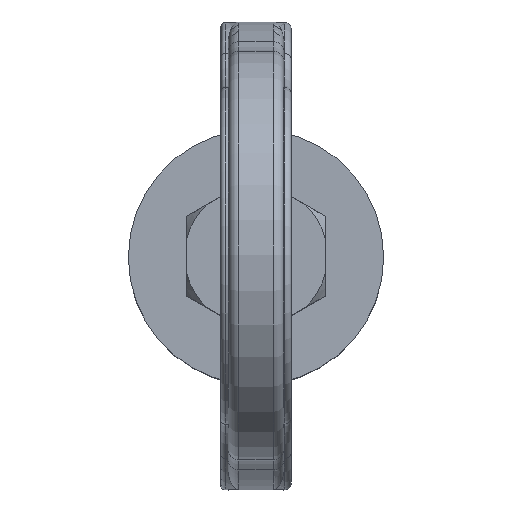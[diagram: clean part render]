
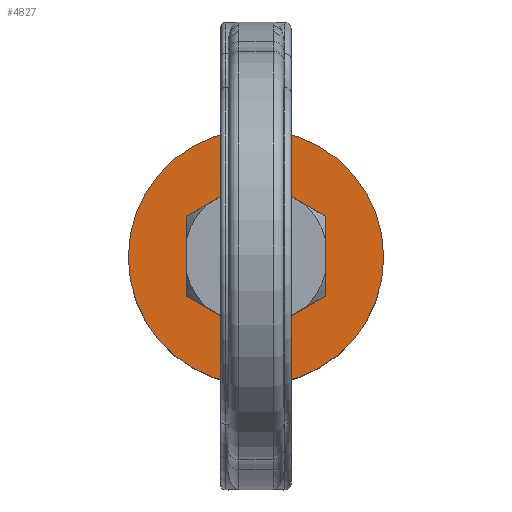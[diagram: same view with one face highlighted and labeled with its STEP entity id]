
A CAD part, top view. The second image highlights one B-rep face of the part: STEP entity #4827.
In plain terms, the highlighted planar face has unit normal (0, 0, 1).
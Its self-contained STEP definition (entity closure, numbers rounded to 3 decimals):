
#4525=CARTESIAN_POINT('Vertex',(73.,-0.476,-126.)) ;
#4528=CARTESIAN_POINT('Axis2P3D Location',(13.,-0.476,-126.)) ;
#4532=CARTESIAN_POINT('Vertex',(-47.,-0.476,-126.)) ;
#4551=CARTESIAN_POINT('Axis2P3D Location',(13.,-0.476,-126.)) ;
#4768=CARTESIAN_POINT('Axis2P3D Location',(0.,0.,-126.)) ;
#4777=CARTESIAN_POINT('Line Origine',(-3.25,-28.146,-126.)) ;
#4781=CARTESIAN_POINT('Vertex',(-19.5,-18.764,-126.)) ;
#4783=CARTESIAN_POINT('Vertex',(13.,-37.528,-126.)) ;
#4786=CARTESIAN_POINT('Line Origine',(-19.5,0.,-126.)) ;
#4790=CARTESIAN_POINT('Vertex',(-19.5,18.764,-126.)) ;
#4793=CARTESIAN_POINT('Line Origine',(-3.25,28.146,-126.)) ;
#4797=CARTESIAN_POINT('Vertex',(13.,37.528,-126.)) ;
#4800=CARTESIAN_POINT('Line Origine',(29.25,28.146,-126.)) ;
#4804=CARTESIAN_POINT('Vertex',(45.5,18.764,-126.)) ;
#4807=CARTESIAN_POINT('Line Origine',(45.5,0.,-126.)) ;
#4811=CARTESIAN_POINT('Vertex',(45.5,-18.764,-126.)) ;
#4814=CARTESIAN_POINT('Line Origine',(29.25,-28.146,-126.)) ;
#4529=DIRECTION('Axis2P3D Direction',(0.,0.,1.)) ;
#4552=DIRECTION('Axis2P3D Direction',(0.,0.,1.)) ;
#4769=DIRECTION('Axis2P3D Direction',(0.,0.,1.)) ;
#4770=DIRECTION('Axis2P3D XDirection',(1.,0.,0.)) ;
#4778=DIRECTION('Vector Direction',(0.866,-0.5,0.)) ;
#4787=DIRECTION('Vector Direction',(0.,-1.,0.)) ;
#4794=DIRECTION('Vector Direction',(-0.866,-0.5,0.)) ;
#4801=DIRECTION('Vector Direction',(-0.866,0.5,0.)) ;
#4808=DIRECTION('Vector Direction',(0.,1.,0.)) ;
#4815=DIRECTION('Vector Direction',(0.866,0.5,0.)) ;
#4530=AXIS2_PLACEMENT_3D('Circle Axis2P3D',#4528,#4529,$) ;
#4553=AXIS2_PLACEMENT_3D('Circle Axis2P3D',#4551,#4552,$) ;
#4771=AXIS2_PLACEMENT_3D('Plane Axis2P3D',#4768,#4769,#4770) ;
#4774=ORIENTED_EDGE('',*,*,#4555,.T.) ;
#4775=ORIENTED_EDGE('',*,*,#4534,.T.) ;
#4820=ORIENTED_EDGE('',*,*,#4785,.F.) ;
#4821=ORIENTED_EDGE('',*,*,#4792,.F.) ;
#4822=ORIENTED_EDGE('',*,*,#4799,.F.) ;
#4823=ORIENTED_EDGE('',*,*,#4806,.F.) ;
#4824=ORIENTED_EDGE('',*,*,#4813,.F.) ;
#4825=ORIENTED_EDGE('',*,*,#4818,.F.) ;
#4826=FACE_BOUND('',#4819,.T.) ;
#4779=VECTOR('Line Direction',#4778,1.) ;
#4788=VECTOR('Line Direction',#4787,1.) ;
#4795=VECTOR('Line Direction',#4794,1.) ;
#4802=VECTOR('Line Direction',#4801,1.) ;
#4809=VECTOR('Line Direction',#4808,1.) ;
#4816=VECTOR('Line Direction',#4815,1.) ;
#4827=ADVANCED_FACE('\X2\51434EF6672C9AD4\X0\',(#4776,#4826),#4772,.T.) ;
#4531=CIRCLE('generated circle',#4530,60.) ;
#4554=CIRCLE('generated circle',#4553,60.) ;
#4534=EDGE_CURVE('',#4533,#4526,#4531,.T.) ;
#4555=EDGE_CURVE('',#4526,#4533,#4554,.T.) ;
#4785=EDGE_CURVE('',#4782,#4784,#4780,.T.) ;
#4792=EDGE_CURVE('',#4791,#4782,#4789,.T.) ;
#4799=EDGE_CURVE('',#4798,#4791,#4796,.T.) ;
#4806=EDGE_CURVE('',#4805,#4798,#4803,.T.) ;
#4813=EDGE_CURVE('',#4812,#4805,#4810,.T.) ;
#4818=EDGE_CURVE('',#4784,#4812,#4817,.T.) ;
#4773=EDGE_LOOP('',(#4774,#4775)) ;
#4819=EDGE_LOOP('',(#4820,#4821,#4822,#4823,#4824,#4825)) ;
#4776=FACE_OUTER_BOUND('',#4773,.T.) ;
#4780=LINE('Line',#4777,#4779) ;
#4789=LINE('Line',#4786,#4788) ;
#4796=LINE('Line',#4793,#4795) ;
#4803=LINE('Line',#4800,#4802) ;
#4810=LINE('Line',#4807,#4809) ;
#4817=LINE('Line',#4814,#4816) ;
#4772=PLANE('',#4771) ;
#4526=VERTEX_POINT('',#4525) ;
#4533=VERTEX_POINT('',#4532) ;
#4782=VERTEX_POINT('',#4781) ;
#4784=VERTEX_POINT('',#4783) ;
#4791=VERTEX_POINT('',#4790) ;
#4798=VERTEX_POINT('',#4797) ;
#4805=VERTEX_POINT('',#4804) ;
#4812=VERTEX_POINT('',#4811) ;
